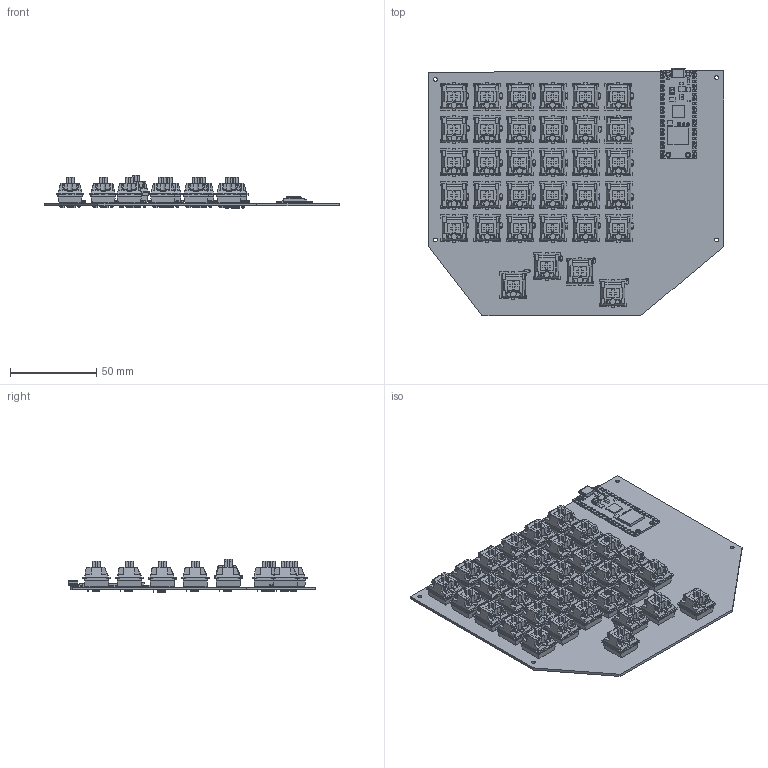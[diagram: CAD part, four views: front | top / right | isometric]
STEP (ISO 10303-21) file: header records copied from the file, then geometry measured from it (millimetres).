
FILE_DESCRIPTION(('KiCad electronic assembly'),'2;1');
FILE_NAME('pcb.step','2026-01-21T18:20:18',('Pcbnew'),('Kicad'), 'Open CASCADE STEP processor 7.9','KiCad to STEP converter','Unknown' );
FILE_SCHEMA(('AUTOMOTIVE_DESIGN { 1 0 10303 214 1 1 1 1 }'));
Length unit declared in the file: millimetre
Products named in the file (11): pcb 1; D_SOD-123; SW_Cherry_MX_1.00u_PCB; Component1; Component2; switch; RaspberryPi_Pico_W; RaspberryPi_Pico_W_Module_KiCad; pcb_PCB
Assembly tree (75 placements, depth 3):
  pcb 1
    D_SOD-123  x34
    SW_Cherry_MX_1.00u_PCB  x33
      Component1
      Component2
    switch
      Component1
      Component2
    RaspberryPi_Pico_W
      RaspberryPi_Pico_W_Module_KiCad
    pcb_PCB
Bounding box: 171 x 143.54 x 19.18 mm (x, y, z)
Volume: 94047.8 mm3; surface area: 108674.6 mm2
Topology: 308 solids, 308 shells, 7052 faces, 17884 edges, 11588 vertices
Faces by surface type: plane 5118, cylinder 1218, bspline 544, cone 102, sphere 68, torus 2
Full cylindrical faces by diameter (mm): 1 x46, 1.5 x68, 1.6 x68, 1.7 x68, 1.85 x2, 2.1 x4, 2.2 x6, 3.85 x34, 4 x34
Entity records: 37443 total; most frequent: CARTESIAN_POINT 5797, DIRECTION 5646, ORIENTED_EDGE 5520, EDGE_CURVE 2760, AXIS2_PLACEMENT_3D 1889, LINE 1868, VECTOR 1868, VERTEX_POINT 1864
